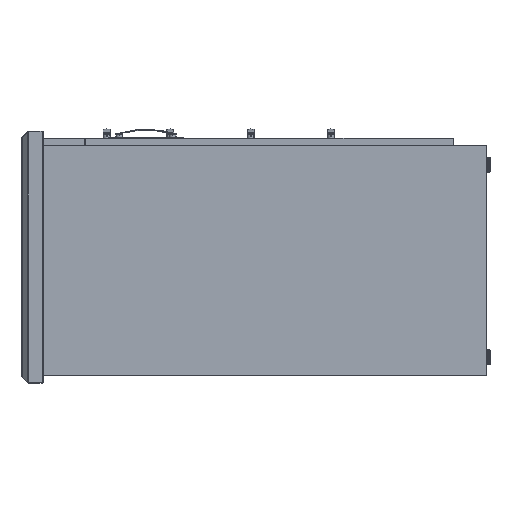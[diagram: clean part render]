
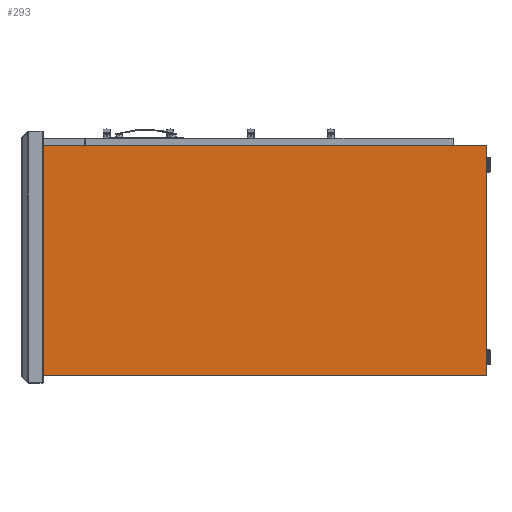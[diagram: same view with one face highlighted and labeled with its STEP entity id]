
A CAD part, left-side view. The second image highlights one B-rep face of the part: STEP entity #293.
In plain terms, the highlighted free-form (B-spline) face has degree [1, 1] with [2, 2] control points.
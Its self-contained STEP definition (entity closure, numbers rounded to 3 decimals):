
#293 = ADVANCED_FACE('',(#294),#324,.T.);
#294 = FACE_BOUND('',#295,.T.);
#295 = EDGE_LOOP('',(#296,#305,#312,#319));
#296 = ORIENTED_EDGE('',*,*,#297,.T.);
#297 = EDGE_CURVE('',#298,#300,#302,.T.);
#298 = VERTEX_POINT('',#299);
#299 = CARTESIAN_POINT('',(-741.732,1390.389,
    -406.664));
#300 = VERTEX_POINT('',#301);
#301 = CARTESIAN_POINT('',(-741.732,-127.44,
    -406.664));
#302 = B_SPLINE_CURVE_WITH_KNOTS('',1,(#303,#304),.UNSPECIFIED.,.F.,.F.,
  (2,2),(-1060.,0.),.PIECEWISE_BEZIER_KNOTS.);
#303 = CARTESIAN_POINT('',(-741.732,1390.389,
    -406.664));
#304 = CARTESIAN_POINT('',(-741.732,-127.44,
    -406.664));
#305 = ORIENTED_EDGE('',*,*,#306,.T.);
#306 = EDGE_CURVE('',#300,#307,#309,.T.);
#307 = VERTEX_POINT('',#308);
#308 = CARTESIAN_POINT('',(-741.732,-127.44,
    380.889));
#309 = B_SPLINE_CURVE_WITH_KNOTS('',1,(#310,#311),.UNSPECIFIED.,.F.,.F.,
  (2,2),(-550.,0.),.PIECEWISE_BEZIER_KNOTS.);
#310 = CARTESIAN_POINT('',(-741.732,-127.44,
    -406.664));
#311 = CARTESIAN_POINT('',(-741.732,-127.44,
    380.889));
#312 = ORIENTED_EDGE('',*,*,#313,.T.);
#313 = EDGE_CURVE('',#307,#314,#316,.T.);
#314 = VERTEX_POINT('',#315);
#315 = CARTESIAN_POINT('',(-741.732,1390.389,
    380.889));
#316 = B_SPLINE_CURVE_WITH_KNOTS('',1,(#317,#318),.UNSPECIFIED.,.F.,.F.,
  (2,2),(-1060.,0.),.PIECEWISE_BEZIER_KNOTS.);
#317 = CARTESIAN_POINT('',(-741.732,-127.44,
    380.889));
#318 = CARTESIAN_POINT('',(-741.732,1390.389,
    380.889));
#319 = ORIENTED_EDGE('',*,*,#320,.T.);
#320 = EDGE_CURVE('',#314,#298,#321,.T.);
#321 = B_SPLINE_CURVE_WITH_KNOTS('',1,(#322,#323),.UNSPECIFIED.,.F.,.F.,
  (2,2),(-550.,0.),.PIECEWISE_BEZIER_KNOTS.);
#322 = CARTESIAN_POINT('',(-741.732,1390.389,
    380.889));
#323 = CARTESIAN_POINT('',(-741.732,1390.389,
    -406.664));
#324 = B_SPLINE_SURFACE_WITH_KNOTS('',1,1,(
    (#325,#326)
    ,(#327,#328
    )),.UNSPECIFIED.,.F.,.F.,.F.,(2,2),(2,2),(-275.,275.),(-530.,530.),
  .PIECEWISE_BEZIER_KNOTS.);
#325 = CARTESIAN_POINT('',(-741.732,-127.44,
    -406.664));
#326 = CARTESIAN_POINT('',(-741.732,1390.389,
    -406.664));
#327 = CARTESIAN_POINT('',(-741.732,-127.44,
    380.889));
#328 = CARTESIAN_POINT('',(-741.732,1390.389,
    380.889));
